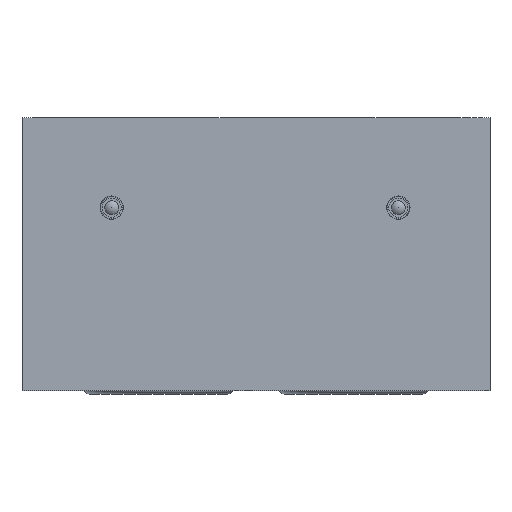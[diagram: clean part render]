
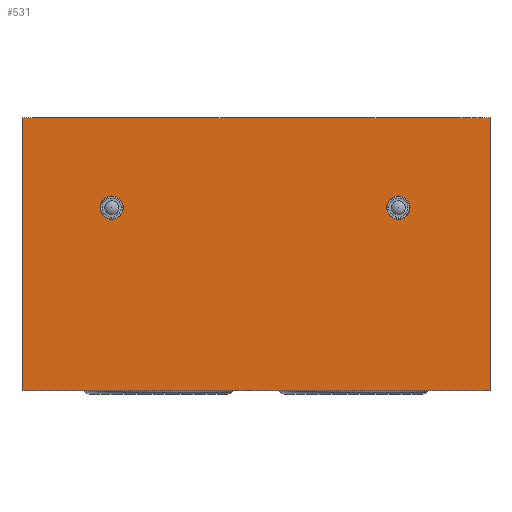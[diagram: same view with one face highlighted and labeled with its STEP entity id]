
A CAD part, front view. The second image highlights one B-rep face of the part: STEP entity #531.
In plain terms, the highlighted planar face has unit normal (0, -1, 0).
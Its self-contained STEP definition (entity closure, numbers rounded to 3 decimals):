
#531 = ADVANCED_FACE( '', ( #1216, #1217, #1218 ), #1219, .F. );
#1216 = FACE_BOUND( '', #1991, .T. );
#1217 = FACE_OUTER_BOUND( '', #1992, .T. );
#1218 = FACE_BOUND( '', #1993, .T. );
#1219 = PLANE( '', #1994 );
#1991 = EDGE_LOOP( '', ( #3306 ) );
#1992 = EDGE_LOOP( '', ( #3307, #3308, #3309, #3310 ) );
#1993 = EDGE_LOOP( '', ( #3311 ) );
#1994 = AXIS2_PLACEMENT_3D( '', #3312, #3313, #3314 );
#3306 = ORIENTED_EDGE( '', *, *, #4002, .F. );
#3307 = ORIENTED_EDGE( '', *, *, #4071, .T. );
#3308 = ORIENTED_EDGE( '', *, *, #4016, .F. );
#3309 = ORIENTED_EDGE( '', *, *, #4116, .F. );
#3310 = ORIENTED_EDGE( '', *, *, #4123, .T. );
#3311 = ORIENTED_EDGE( '', *, *, #4204, .F. );
#3312 = CARTESIAN_POINT( '', ( 0., 0., 70. ) );
#3313 = DIRECTION( '', ( 0., 1., 0. ) );
#3314 = DIRECTION( '', ( 0., 0., 1. ) );
#4002 = EDGE_CURVE( '', #4716, #4716, #4717, .F. );
#4016 = EDGE_CURVE( '', #4740, #4735, #4742, .T. );
#4071 = EDGE_CURVE( '', #4829, #4735, #4830, .T. );
#4116 = EDGE_CURVE( '', #4890, #4740, #4892, .T. );
#4123 = EDGE_CURVE( '', #4890, #4829, #4902, .T. );
#4204 = EDGE_CURVE( '', #5005, #5005, #5006, .F. );
#4716 = VERTEX_POINT( '', #5783 );
#4717 = CIRCLE( '', #5784, 3. );
#4735 = VERTEX_POINT( '', #5802 );
#4740 = VERTEX_POINT( '', #5809 );
#4742 = LINE( '', #5812, #5813 );
#4829 = VERTEX_POINT( '', #6022 );
#4830 = LINE( '', #6023, #6024 );
#4890 = VERTEX_POINT( '', #6129 );
#4892 = LINE( '', #6132, #6133 );
#4902 = LINE( '', #6143, #6144 );
#5005 = VERTEX_POINT( '', #6335 );
#5006 = CIRCLE( '', #6336, 3. );
#5783 = CARTESIAN_POINT( '', ( 96.5, 0., 50. ) );
#5784 = AXIS2_PLACEMENT_3D( '', #6850, #6851, #6852 );
#5802 = CARTESIAN_POINT( '', ( 120., 0., 0. ) );
#5809 = CARTESIAN_POINT( '', ( 120., 0., 70. ) );
#5812 = CARTESIAN_POINT( '', ( 120., 0., 70. ) );
#5813 = VECTOR( '', #6877, 1000. );
#6022 = CARTESIAN_POINT( '', ( 0., 0., 0. ) );
#6023 = CARTESIAN_POINT( '', ( 0., 0., 0. ) );
#6024 = VECTOR( '', #6935, 1000. );
#6129 = CARTESIAN_POINT( '', ( 0., 0., 70. ) );
#6132 = CARTESIAN_POINT( '', ( 0., 0., 70. ) );
#6133 = VECTOR( '', #6992, 1000. );
#6143 = CARTESIAN_POINT( '', ( 0., 0., 70. ) );
#6144 = VECTOR( '', #7002, 1000. );
#6335 = CARTESIAN_POINT( '', ( 23., 0., 50. ) );
#6336 = AXIS2_PLACEMENT_3D( '', #7085, #7086, #7087 );
#6850 = CARTESIAN_POINT( '', ( 96.5, 0., 47. ) );
#6851 = DIRECTION( '', ( 0., 1., 0. ) );
#6852 = DIRECTION( '', ( 0., 0., 1. ) );
#6877 = DIRECTION( '', ( 0., 0., -1. ) );
#6935 = DIRECTION( '', ( 1., 0., 0. ) );
#6992 = DIRECTION( '', ( 1., 0., 0. ) );
#7002 = DIRECTION( '', ( 0., 0., -1. ) );
#7085 = CARTESIAN_POINT( '', ( 23., 0., 47. ) );
#7086 = DIRECTION( '', ( 0., 1., 0. ) );
#7087 = DIRECTION( '', ( 0., 0., 1. ) );
